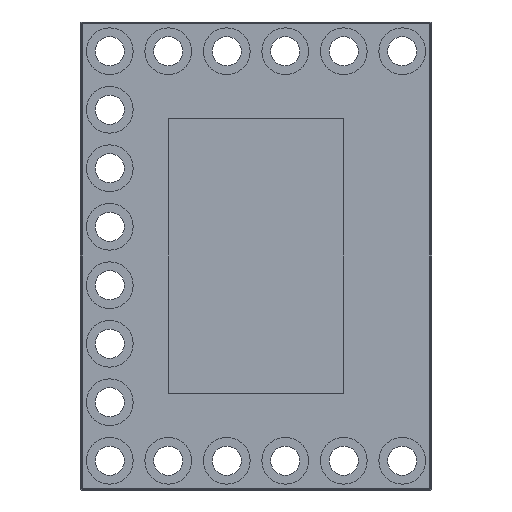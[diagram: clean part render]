
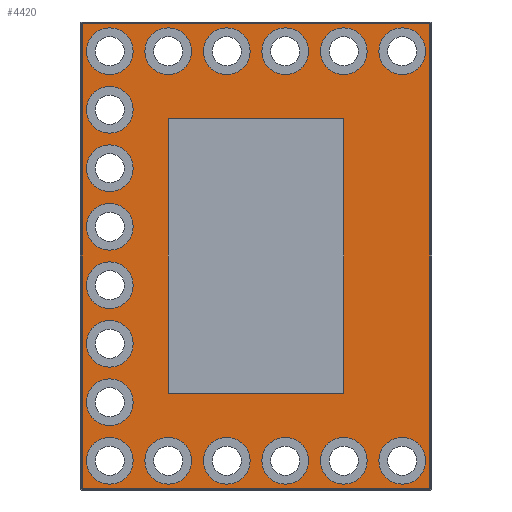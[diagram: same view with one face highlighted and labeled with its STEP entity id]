
A CAD part, front view. The second image highlights one B-rep face of the part: STEP entity #4420.
In plain terms, the highlighted planar face has unit normal (0, -1, 0).
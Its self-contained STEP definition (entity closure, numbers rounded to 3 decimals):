
#18=FACE_BOUND('',#1506,.T.);
#19=FACE_BOUND('',#1507,.T.);
#20=FACE_BOUND('',#1508,.T.);
#21=FACE_BOUND('',#1509,.T.);
#22=FACE_BOUND('',#1510,.T.);
#23=FACE_BOUND('',#1511,.T.);
#24=FACE_BOUND('',#1512,.T.);
#25=FACE_BOUND('',#1513,.T.);
#26=FACE_BOUND('',#1514,.T.);
#27=FACE_BOUND('',#1515,.T.);
#28=FACE_BOUND('',#1516,.T.);
#29=FACE_BOUND('',#1517,.T.);
#30=FACE_BOUND('',#1518,.T.);
#31=FACE_BOUND('',#1519,.T.);
#32=FACE_BOUND('',#1520,.T.);
#33=FACE_BOUND('',#1521,.T.);
#34=FACE_BOUND('',#1522,.T.);
#35=FACE_BOUND('',#1523,.T.);
#36=FACE_BOUND('',#1524,.T.);
#80=PLANE('',#4693);
#250=LINE('',#6430,#721);
#253=LINE('',#6441,#724);
#257=LINE('',#6457,#728);
#261=LINE('',#6466,#732);
#268=LINE('',#6522,#739);
#269=LINE('',#6524,#740);
#270=LINE('',#6526,#741);
#271=LINE('',#6527,#742);
#721=VECTOR('',#5109,10.);
#724=VECTOR('',#5122,10.);
#728=VECTOR('',#5140,10.);
#732=VECTOR('',#5150,10.);
#739=VECTOR('',#5207,30.);
#740=VECTOR('',#5208,47.);
#741=VECTOR('',#5209,30.);
#742=VECTOR('',#5210,47.);
#1268=FACE_OUTER_BOUND('',#1505,.T.);
#1505=EDGE_LOOP('',(#3134,#3135,#3136,#3137));
#1506=EDGE_LOOP('',(#3138));
#1507=EDGE_LOOP('',(#3139));
#1508=EDGE_LOOP('',(#3140));
#1509=EDGE_LOOP('',(#3141));
#1510=EDGE_LOOP('',(#3142));
#1511=EDGE_LOOP('',(#3143));
#1512=EDGE_LOOP('',(#3144));
#1513=EDGE_LOOP('',(#3145));
#1514=EDGE_LOOP('',(#3146));
#1515=EDGE_LOOP('',(#3147));
#1516=EDGE_LOOP('',(#3148));
#1517=EDGE_LOOP('',(#3149));
#1518=EDGE_LOOP('',(#3150));
#1519=EDGE_LOOP('',(#3151));
#1520=EDGE_LOOP('',(#3152));
#1521=EDGE_LOOP('',(#3153));
#1522=EDGE_LOOP('',(#3154));
#1523=EDGE_LOOP('',(#3155));
#1524=EDGE_LOOP('',(#3156,#3157,#3158,#3159));
#1800=CIRCLE('',#4694,4.);
#1801=CIRCLE('',#4695,4.);
#1802=CIRCLE('',#4696,4.);
#1803=CIRCLE('',#4697,4.);
#1804=CIRCLE('',#4698,4.);
#1805=CIRCLE('',#4699,4.);
#1806=CIRCLE('',#4700,4.);
#1807=CIRCLE('',#4701,4.);
#1808=CIRCLE('',#4702,4.);
#1809=CIRCLE('',#4703,4.);
#1810=CIRCLE('',#4704,4.);
#1811=CIRCLE('',#4705,4.);
#1812=CIRCLE('',#4706,4.);
#1813=CIRCLE('',#4707,4.);
#1814=CIRCLE('',#4708,4.);
#1815=CIRCLE('',#4709,4.);
#1816=CIRCLE('',#4710,4.);
#1817=CIRCLE('',#4711,4.);
#1973=VERTEX_POINT('',#6416);
#1978=VERTEX_POINT('',#6426);
#1979=VERTEX_POINT('',#6433);
#1984=VERTEX_POINT('',#6449);
#1993=VERTEX_POINT('',#6484);
#1994=VERTEX_POINT('',#6486);
#1995=VERTEX_POINT('',#6488);
#1996=VERTEX_POINT('',#6490);
#1997=VERTEX_POINT('',#6492);
#1998=VERTEX_POINT('',#6494);
#1999=VERTEX_POINT('',#6496);
#2000=VERTEX_POINT('',#6498);
#2001=VERTEX_POINT('',#6500);
#2002=VERTEX_POINT('',#6502);
#2003=VERTEX_POINT('',#6504);
#2004=VERTEX_POINT('',#6506);
#2005=VERTEX_POINT('',#6508);
#2006=VERTEX_POINT('',#6510);
#2007=VERTEX_POINT('',#6512);
#2008=VERTEX_POINT('',#6514);
#2009=VERTEX_POINT('',#6516);
#2010=VERTEX_POINT('',#6518);
#2011=VERTEX_POINT('',#6520);
#2012=VERTEX_POINT('',#6521);
#2013=VERTEX_POINT('',#6523);
#2014=VERTEX_POINT('',#6525);
#2428=EDGE_CURVE('',#1973,#1978,#250,.T.);
#2434=EDGE_CURVE('',#1979,#1973,#253,.T.);
#2442=EDGE_CURVE('',#1984,#1979,#257,.T.);
#2447=EDGE_CURVE('',#1978,#1984,#261,.T.);
#2456=EDGE_CURVE('',#1993,#1993,#1800,.T.);
#2457=EDGE_CURVE('',#1994,#1994,#1801,.T.);
#2458=EDGE_CURVE('',#1995,#1995,#1802,.T.);
#2459=EDGE_CURVE('',#1996,#1996,#1803,.T.);
#2460=EDGE_CURVE('',#1997,#1997,#1804,.T.);
#2461=EDGE_CURVE('',#1998,#1998,#1805,.T.);
#2462=EDGE_CURVE('',#1999,#1999,#1806,.T.);
#2463=EDGE_CURVE('',#2000,#2000,#1807,.T.);
#2464=EDGE_CURVE('',#2001,#2001,#1808,.T.);
#2465=EDGE_CURVE('',#2002,#2002,#1809,.T.);
#2466=EDGE_CURVE('',#2003,#2003,#1810,.T.);
#2467=EDGE_CURVE('',#2004,#2004,#1811,.T.);
#2468=EDGE_CURVE('',#2005,#2005,#1812,.T.);
#2469=EDGE_CURVE('',#2006,#2006,#1813,.T.);
#2470=EDGE_CURVE('',#2007,#2007,#1814,.T.);
#2471=EDGE_CURVE('',#2008,#2008,#1815,.T.);
#2472=EDGE_CURVE('',#2009,#2009,#1816,.T.);
#2473=EDGE_CURVE('',#2010,#2010,#1817,.T.);
#2474=EDGE_CURVE('',#2011,#2012,#268,.T.);
#2475=EDGE_CURVE('',#2013,#2011,#269,.T.);
#2476=EDGE_CURVE('',#2014,#2013,#270,.T.);
#2477=EDGE_CURVE('',#2012,#2014,#271,.T.);
#3134=ORIENTED_EDGE('',*,*,#2428,.F.);
#3135=ORIENTED_EDGE('',*,*,#2434,.F.);
#3136=ORIENTED_EDGE('',*,*,#2442,.F.);
#3137=ORIENTED_EDGE('',*,*,#2447,.F.);
#3138=ORIENTED_EDGE('',*,*,#2456,.T.);
#3139=ORIENTED_EDGE('',*,*,#2457,.T.);
#3140=ORIENTED_EDGE('',*,*,#2458,.T.);
#3141=ORIENTED_EDGE('',*,*,#2459,.T.);
#3142=ORIENTED_EDGE('',*,*,#2460,.T.);
#3143=ORIENTED_EDGE('',*,*,#2461,.T.);
#3144=ORIENTED_EDGE('',*,*,#2462,.T.);
#3145=ORIENTED_EDGE('',*,*,#2463,.T.);
#3146=ORIENTED_EDGE('',*,*,#2464,.T.);
#3147=ORIENTED_EDGE('',*,*,#2465,.T.);
#3148=ORIENTED_EDGE('',*,*,#2466,.T.);
#3149=ORIENTED_EDGE('',*,*,#2467,.T.);
#3150=ORIENTED_EDGE('',*,*,#2468,.T.);
#3151=ORIENTED_EDGE('',*,*,#2469,.T.);
#3152=ORIENTED_EDGE('',*,*,#2470,.T.);
#3153=ORIENTED_EDGE('',*,*,#2471,.T.);
#3154=ORIENTED_EDGE('',*,*,#2472,.T.);
#3155=ORIENTED_EDGE('',*,*,#2473,.T.);
#3156=ORIENTED_EDGE('',*,*,#2474,.F.);
#3157=ORIENTED_EDGE('',*,*,#2475,.F.);
#3158=ORIENTED_EDGE('',*,*,#2476,.F.);
#3159=ORIENTED_EDGE('',*,*,#2477,.F.);
#4420=ADVANCED_FACE('',(#1268,#18,#19,#20,#21,#22,#23,#24,#25,#26,#27,#28,
#29,#30,#31,#32,#33,#34,#35,#36),#80,.F.);
#4693=AXIS2_PLACEMENT_3D('',#6483,#5169,#5170);
#4694=AXIS2_PLACEMENT_3D('',#6485,#5171,#5172);
#4695=AXIS2_PLACEMENT_3D('',#6487,#5173,#5174);
#4696=AXIS2_PLACEMENT_3D('',#6489,#5175,#5176);
#4697=AXIS2_PLACEMENT_3D('',#6491,#5177,#5178);
#4698=AXIS2_PLACEMENT_3D('',#6493,#5179,#5180);
#4699=AXIS2_PLACEMENT_3D('',#6495,#5181,#5182);
#4700=AXIS2_PLACEMENT_3D('',#6497,#5183,#5184);
#4701=AXIS2_PLACEMENT_3D('',#6499,#5185,#5186);
#4702=AXIS2_PLACEMENT_3D('',#6501,#5187,#5188);
#4703=AXIS2_PLACEMENT_3D('',#6503,#5189,#5190);
#4704=AXIS2_PLACEMENT_3D('',#6505,#5191,#5192);
#4705=AXIS2_PLACEMENT_3D('',#6507,#5193,#5194);
#4706=AXIS2_PLACEMENT_3D('',#6509,#5195,#5196);
#4707=AXIS2_PLACEMENT_3D('',#6511,#5197,#5198);
#4708=AXIS2_PLACEMENT_3D('',#6513,#5199,#5200);
#4709=AXIS2_PLACEMENT_3D('',#6515,#5201,#5202);
#4710=AXIS2_PLACEMENT_3D('',#6517,#5203,#5204);
#4711=AXIS2_PLACEMENT_3D('',#6519,#5205,#5206);
#5109=DIRECTION('',(-1.,0.,0.));
#5122=DIRECTION('',(0.,0.,-1.));
#5140=DIRECTION('',(1.,0.,0.));
#5150=DIRECTION('',(0.,0.,1.));
#5169=DIRECTION('center_axis',(0.,1.,0.));
#5170=DIRECTION('ref_axis',(0.,0.,1.));
#5171=DIRECTION('center_axis',(0.,1.,0.));
#5172=DIRECTION('ref_axis',(0.,0.,1.));
#5173=DIRECTION('center_axis',(0.,1.,0.));
#5174=DIRECTION('ref_axis',(0.,0.,1.));
#5175=DIRECTION('center_axis',(0.,1.,0.));
#5176=DIRECTION('ref_axis',(0.,0.,1.));
#5177=DIRECTION('center_axis',(0.,1.,0.));
#5178=DIRECTION('ref_axis',(0.,0.,1.));
#5179=DIRECTION('center_axis',(0.,1.,0.));
#5180=DIRECTION('ref_axis',(0.,0.,1.));
#5181=DIRECTION('center_axis',(0.,1.,0.));
#5182=DIRECTION('ref_axis',(0.,0.,1.));
#5183=DIRECTION('center_axis',(0.,1.,0.));
#5184=DIRECTION('ref_axis',(0.,0.,1.));
#5185=DIRECTION('center_axis',(0.,1.,0.));
#5186=DIRECTION('ref_axis',(0.,0.,1.));
#5187=DIRECTION('center_axis',(0.,1.,0.));
#5188=DIRECTION('ref_axis',(0.,0.,1.));
#5189=DIRECTION('center_axis',(0.,1.,0.));
#5190=DIRECTION('ref_axis',(0.,0.,1.));
#5191=DIRECTION('center_axis',(0.,1.,0.));
#5192=DIRECTION('ref_axis',(0.,0.,1.));
#5193=DIRECTION('center_axis',(0.,1.,0.));
#5194=DIRECTION('ref_axis',(0.,0.,1.));
#5195=DIRECTION('center_axis',(0.,1.,0.));
#5196=DIRECTION('ref_axis',(0.,0.,1.));
#5197=DIRECTION('center_axis',(0.,1.,0.));
#5198=DIRECTION('ref_axis',(0.,0.,1.));
#5199=DIRECTION('center_axis',(0.,1.,0.));
#5200=DIRECTION('ref_axis',(0.,0.,1.));
#5201=DIRECTION('center_axis',(0.,1.,0.));
#5202=DIRECTION('ref_axis',(0.,0.,1.));
#5203=DIRECTION('center_axis',(0.,1.,0.));
#5204=DIRECTION('ref_axis',(0.,0.,1.));
#5205=DIRECTION('center_axis',(0.,1.,0.));
#5206=DIRECTION('ref_axis',(0.,0.,1.));
#5207=DIRECTION('',(1.,0.,0.));
#5208=DIRECTION('',(0.,0.,-1.));
#5209=DIRECTION('',(-1.,0.,0.));
#5210=DIRECTION('',(0.,0.,1.));
#6416=CARTESIAN_POINT('',(-60.269,0.,-39.731));
#6426=CARTESIAN_POINT('',(-119.731,0.,-39.731));
#6430=CARTESIAN_POINT('',(-120.605,0.,-39.731));
#6433=CARTESIAN_POINT('',(-60.269,0.,39.731));
#6441=CARTESIAN_POINT('',(-60.269,0.,35.45));
#6449=CARTESIAN_POINT('',(-119.731,0.,39.731));
#6457=CARTESIAN_POINT('',(-29.395,0.,39.731));
#6466=CARTESIAN_POINT('',(-119.731,0.,112.716));
#6483=CARTESIAN_POINT('Origin',(-120.,0.,112.111));
#6484=CARTESIAN_POINT('',(-105.,0.,39.));
#6485=CARTESIAN_POINT('Origin',(-105.,0.,35.));
#6486=CARTESIAN_POINT('',(-115.,0.,-31.));
#6487=CARTESIAN_POINT('Origin',(-115.,0.,-35.));
#6488=CARTESIAN_POINT('',(-115.,0.,-21.));
#6489=CARTESIAN_POINT('Origin',(-115.,0.,-25.));
#6490=CARTESIAN_POINT('',(-115.,0.,-11.));
#6491=CARTESIAN_POINT('Origin',(-115.,0.,-15.));
#6492=CARTESIAN_POINT('',(-115.,0.,-1.));
#6493=CARTESIAN_POINT('Origin',(-115.,0.,-5.));
#6494=CARTESIAN_POINT('',(-115.,0.,9.));
#6495=CARTESIAN_POINT('Origin',(-115.,0.,5.));
#6496=CARTESIAN_POINT('',(-115.,0.,19.));
#6497=CARTESIAN_POINT('Origin',(-115.,0.,15.));
#6498=CARTESIAN_POINT('',(-115.,0.,29.));
#6499=CARTESIAN_POINT('Origin',(-115.,0.,25.));
#6500=CARTESIAN_POINT('',(-105.,0.,-31.));
#6501=CARTESIAN_POINT('Origin',(-105.,0.,-35.));
#6502=CARTESIAN_POINT('',(-95.,0.,-31.));
#6503=CARTESIAN_POINT('Origin',(-95.,0.,-35.));
#6504=CARTESIAN_POINT('',(-85.,0.,-31.));
#6505=CARTESIAN_POINT('Origin',(-85.,0.,-35.));
#6506=CARTESIAN_POINT('',(-75.,0.,-31.));
#6507=CARTESIAN_POINT('Origin',(-75.,0.,-35.));
#6508=CARTESIAN_POINT('',(-65.,0.,-31.));
#6509=CARTESIAN_POINT('Origin',(-65.,0.,-35.));
#6510=CARTESIAN_POINT('',(-115.,0.,39.));
#6511=CARTESIAN_POINT('Origin',(-115.,0.,35.));
#6512=CARTESIAN_POINT('',(-95.,0.,39.));
#6513=CARTESIAN_POINT('Origin',(-95.,0.,35.));
#6514=CARTESIAN_POINT('',(-85.,0.,39.));
#6515=CARTESIAN_POINT('Origin',(-85.,0.,35.));
#6516=CARTESIAN_POINT('',(-75.,0.,39.));
#6517=CARTESIAN_POINT('Origin',(-75.,0.,35.));
#6518=CARTESIAN_POINT('',(-65.,0.,39.));
#6519=CARTESIAN_POINT('Origin',(-65.,0.,35.));
#6520=CARTESIAN_POINT('',(-105.,0.,-23.5));
#6521=CARTESIAN_POINT('',(-75.,0.,-23.5));
#6522=CARTESIAN_POINT('',(-105.,0.,-23.5));
#6523=CARTESIAN_POINT('',(-105.,0.,23.5));
#6524=CARTESIAN_POINT('',(-105.,0.,23.5));
#6525=CARTESIAN_POINT('',(-75.,0.,23.5));
#6526=CARTESIAN_POINT('',(-75.,0.,23.5));
#6527=CARTESIAN_POINT('',(-75.,0.,-23.5));
